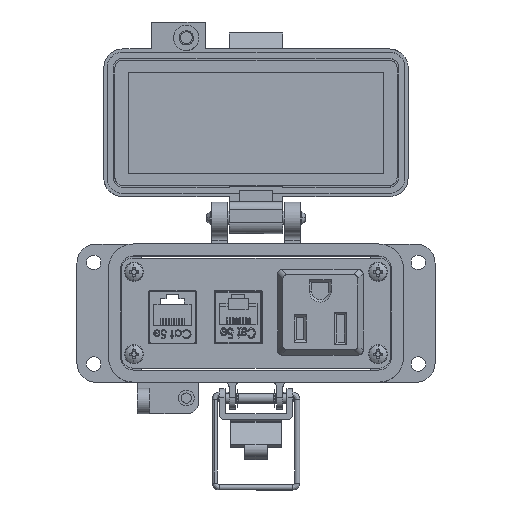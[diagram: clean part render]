
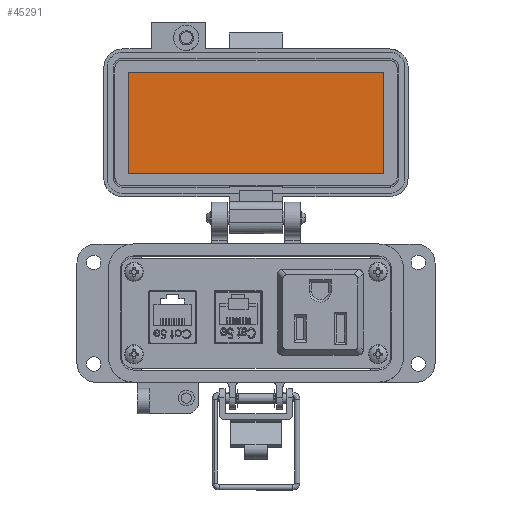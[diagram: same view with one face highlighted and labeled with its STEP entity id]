
A CAD part, top view. The second image highlights one B-rep face of the part: STEP entity #45291.
In plain terms, the highlighted planar face has unit normal (0, 0, 1).
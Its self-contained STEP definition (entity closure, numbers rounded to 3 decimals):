
#5020 = ORIENTED_EDGE ( 'NONE', *, *, #22419, .F. ) ;
#8889 = DIRECTION ( 'NONE',  ( 0., 0., 1. ) ) ;
#11110 = CARTESIAN_POINT ( 'NONE',  ( 40.25, 83.154, -25.55 ) ) ;
#11411 = EDGE_CURVE ( 'NONE', #53717, #37491, #67260, .T. ) ;
#14673 = EDGE_CURVE ( 'NONE', #39060, #59898, #35878, .T. ) ;
#15090 = DIRECTION ( 'NONE',  ( 0., 1., 0. ) ) ;
#15208 = LINE ( 'NONE', #32388, #25322 ) ;
#17329 = AXIS2_PLACEMENT_3D ( 'NONE', #59064, #8889, #41498 ) ;
#20142 = VECTOR ( 'NONE', #63733, 1000. ) ;
#21416 = CARTESIAN_POINT ( 'NONE',  ( -8.5, 83.154, -25.55 ) ) ;
#22419 = EDGE_CURVE ( 'NONE', #37491, #39060, #15208, .T. ) ;
#23166 = CARTESIAN_POINT ( 'NONE',  ( 40.25, 51.154, -25.55 ) ) ;
#25294 = CARTESIAN_POINT ( 'NONE',  ( -40.25, 83.154, -25.55 ) ) ;
#25322 = VECTOR ( 'NONE', #42791, 1000. ) ;
#29072 = CARTESIAN_POINT ( 'NONE',  ( -40.25, 51.154, -25.55 ) ) ;
#29601 = DIRECTION ( 'NONE',  ( 0., -1., 0. ) ) ;
#31107 = ORIENTED_EDGE ( 'NONE', *, *, #57064, .F. ) ;
#31210 = CARTESIAN_POINT ( 'NONE',  ( -40.25, 67.154, -25.55 ) ) ;
#32388 = CARTESIAN_POINT ( 'NONE',  ( 42., 51.154, -25.55 ) ) ;
#33248 = VECTOR ( 'NONE', #29601, 1000. ) ;
#35878 = LINE ( 'NONE', #31210, #48380 ) ;
#37491 = VERTEX_POINT ( 'NONE', #23166 ) ;
#39060 = VERTEX_POINT ( 'NONE', #29072 ) ;
#41122 = PLANE ( 'NONE',  #17329 ) ;
#41498 = DIRECTION ( 'NONE',  ( 0., -1., 0. ) ) ;
#42791 = DIRECTION ( 'NONE',  ( -1., 0., 0. ) ) ;
#45291 = ADVANCED_FACE ( 'NONE', ( #57637 ), #41122, .T. ) ;
#48380 = VECTOR ( 'NONE', #15090, 1000. ) ;
#53717 = VERTEX_POINT ( 'NONE', #11110 ) ;
#57064 = EDGE_CURVE ( 'NONE', #59898, #53717, #68010, .T. ) ;
#57637 = FACE_OUTER_BOUND ( 'NONE', #67267, .T. ) ;
#59064 = CARTESIAN_POINT ( 'NONE',  ( -8.5, 67.154, -25.55 ) ) ;
#59898 = VERTEX_POINT ( 'NONE', #25294 ) ;
#60042 = ORIENTED_EDGE ( 'NONE', *, *, #11411, .F. ) ;
#63733 = DIRECTION ( 'NONE',  ( 1., 0., 0. ) ) ;
#65808 = ORIENTED_EDGE ( 'NONE', *, *, #14673, .F. ) ;
#67260 = LINE ( 'NONE', #67984, #33248 ) ;
#67267 = EDGE_LOOP ( 'NONE', ( #31107, #65808, #5020, #60042 ) ) ;
#67984 = CARTESIAN_POINT ( 'NONE',  ( 40.25, 67.154, -25.55 ) ) ;
#68010 = LINE ( 'NONE', #21416, #20142 ) ;
